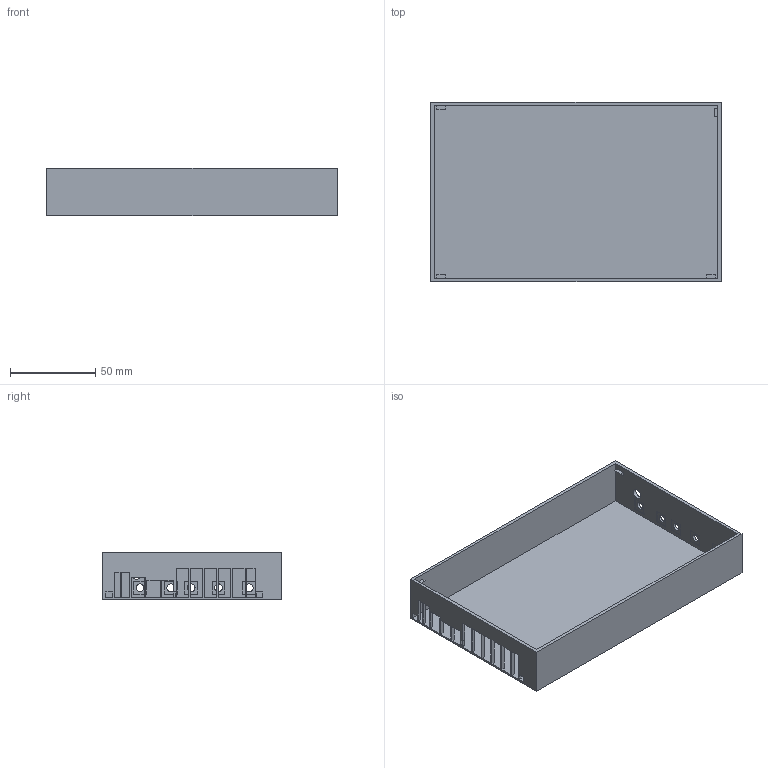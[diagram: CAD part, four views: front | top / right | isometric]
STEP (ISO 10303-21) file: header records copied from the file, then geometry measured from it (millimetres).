
FILE_DESCRIPTION(/* description */ (''),/* implementation_level */ '2;1');
FILE_NAME(/* name */ 'ae26d06f-abc8-4ecf-9d99-bda16a3632ca.stp',/* time_stamp */ '2017-01-20T22:42:44+01:00',/* author */ (''),/* organization */ (''),/* preprocessor_version */ 'ST-DEVELOPER v16.5',/* originating_system */ 'Autodesk Translation Framework v5.2.0.2920',/* authorisation */ '');
FILE_SCHEMA (('AUTOMOTIVE_DESIGN { 1 0 10303 214 3 1 1 }'));
Length unit declared in the file: millimetre
Products named in the file (1): box
Bounding box: 170 x 105 x 28 mm (x, y, z)
Volume: 47960.5 mm3; surface area: 64289 mm2
Topology: 1 solids, 1 shells, 103 faces, 315 edges, 210 vertices
Faces by surface type: plane 97, cylinder 6
Full cylindrical faces by diameter (mm): 4.5 x5, 6 x1
Entity records: 3533 total; most frequent: CARTESIAN_POINT 623, ORIENTED_EDGE 618, DIRECTION 529, EDGE_CURVE 309, LINE 297, VECTOR 297, VERTEX_POINT 210, EDGE_LOOP 145
